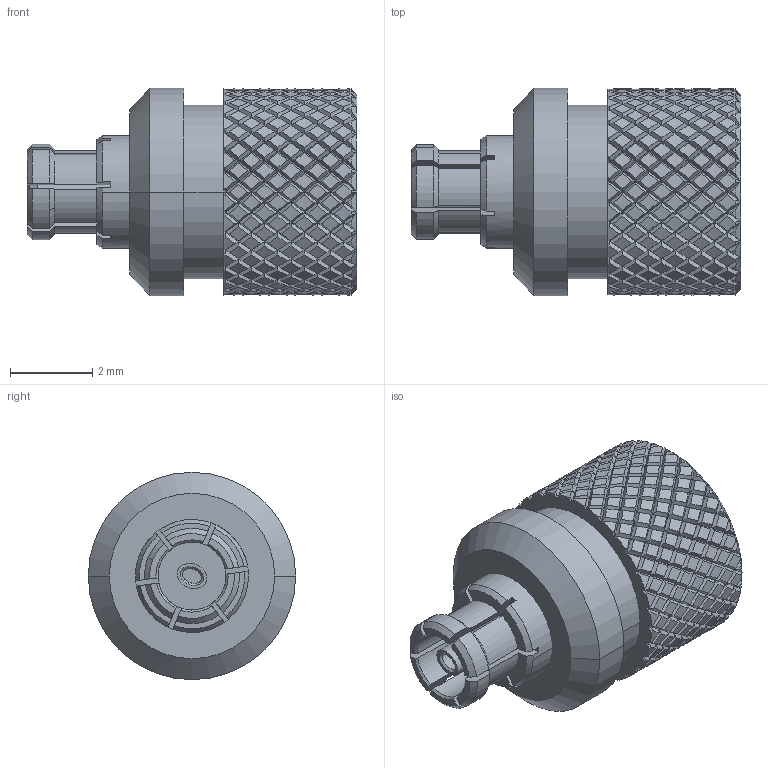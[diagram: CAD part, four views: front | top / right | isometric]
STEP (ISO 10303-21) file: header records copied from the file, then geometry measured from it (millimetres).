
FILE_DESCRIPTION (( 'STEP AP203' ), '1' );
FILE_NAME ('PE6TR1044.step', '2019-05-02T22:37:11', ( '' ), ( '' ), 'SwSTEP 2.0', 'SolidWorks 2018', '' );
FILE_SCHEMA (( 'CONFIG_CONTROL_DESIGN' ));
Products named in the file (1): PE6TR1044
Bounding box: 8 x 5.03 x 5.03 mm (x, y, z)
Volume: 105.4 mm3; surface area: 193.1 mm2
Topology: 1 solids, 1 shells, 1758 faces, 3737 edges, 1986 vertices
Faces by surface type: bspline 1326, cylinder 357, plane 43, cone 32
Entity records: 66552 total; most frequent: CARTESIAN_POINT 43612, ORIENTED_EDGE 7474, EDGE_CURVE 3737, VERTEX_POINT 1986, EDGE_LOOP 1763, ADVANCED_FACE 1758, FACE_OUTER_BOUND 1758, B_SPLINE_CURVE_WITH_KNOTS 1496
